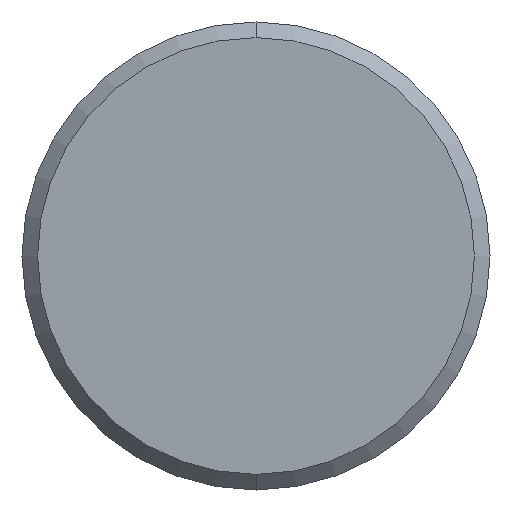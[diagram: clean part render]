
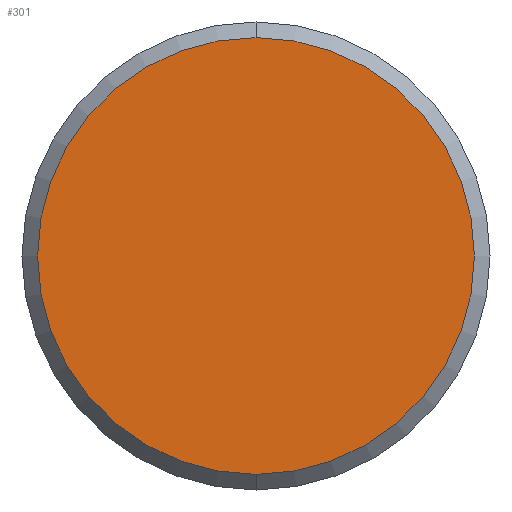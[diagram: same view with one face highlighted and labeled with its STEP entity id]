
A CAD part, front view. The second image highlights one B-rep face of the part: STEP entity #301.
In plain terms, the highlighted planar face has unit normal (0, -1, 0).
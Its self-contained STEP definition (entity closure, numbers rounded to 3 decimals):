
#12 = AXIS2_PLACEMENT_3D ( 'NONE', #20, #173, #228 ) ;
#20 = CARTESIAN_POINT ( 'NONE',  ( 0., 0., 0. ) ) ;
#33 = CARTESIAN_POINT ( 'NONE',  ( 0., 0., 2.8 ) ) ;
#37 = DIRECTION ( 'NONE',  ( 0., -1., 0. ) ) ;
#51 = CIRCLE ( 'NONE', #12, 2.8 ) ;
#98 = PLANE ( 'NONE',  #319 ) ;
#101 = DIRECTION ( 'NONE',  ( 0., 1., 0. ) ) ;
#105 = VERTEX_POINT ( 'NONE', #33 ) ;
#115 = CARTESIAN_POINT ( 'NONE',  ( 0., 0., 0. ) ) ;
#123 = VERTEX_POINT ( 'NONE', #146 ) ;
#142 = EDGE_CURVE ( 'NONE', #105, #123, #308, .T. ) ;
#146 = CARTESIAN_POINT ( 'NONE',  ( 0., 0., -2.8 ) ) ;
#170 = DIRECTION ( 'NONE',  ( 0., 0., 1. ) ) ;
#173 = DIRECTION ( 'NONE',  ( 0., -1., 0. ) ) ;
#204 = FACE_OUTER_BOUND ( 'NONE', #229, .T. ) ;
#207 = CARTESIAN_POINT ( 'NONE',  ( 0., 0., 0. ) ) ;
#214 = ORIENTED_EDGE ( 'NONE', *, *, #259, .T. ) ;
#228 = DIRECTION ( 'NONE',  ( 0., 0., 1. ) ) ;
#229 = EDGE_LOOP ( 'NONE', ( #312, #214 ) ) ;
#253 = DIRECTION ( 'NONE',  ( 0., 0., 1. ) ) ;
#259 = EDGE_CURVE ( 'NONE', #123, #105, #51, .T. ) ;
#286 = AXIS2_PLACEMENT_3D ( 'NONE', #115, #37, #170 ) ;
#301 = ADVANCED_FACE ( 'NONE', ( #204 ), #98, .F. ) ;
#308 = CIRCLE ( 'NONE', #286, 2.8 ) ;
#312 = ORIENTED_EDGE ( 'NONE', *, *, #142, .T. ) ;
#319 = AXIS2_PLACEMENT_3D ( 'NONE', #207, #101, #253 ) ;
